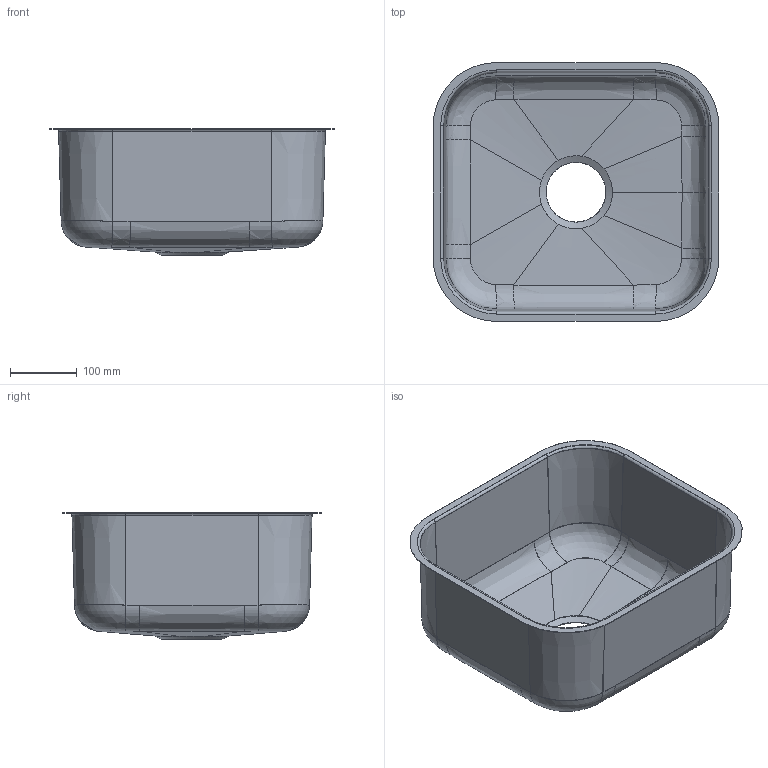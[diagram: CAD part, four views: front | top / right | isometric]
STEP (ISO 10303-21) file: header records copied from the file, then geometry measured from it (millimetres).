
FILE_DESCRIPTION(/* description */ (''),/* implementation_level */ '2;1');
FILE_NAME(/* name */ 'C100U',/* time_stamp */ '2020-03-09T10:06:40+08:00',/* author */ (''),/* organization */ (''),/* preprocessor_version */ 'ST-DEVELOPER v9',/* originating_system */ 'UGS - NX 4.0',/* authorisation */ '');
FILE_SCHEMA (('AUTOMOTIVE_DESIGN { 1 0 10303 214 1 1 1 1 }'));
Length unit declared in the file: millimetre
Products named in the file (1): Admi6435wif5
Bounding box: 428 x 388 x 190 mm (x, y, z)
Volume: 362467.8 mm3; surface area: 726844.2 mm2
Topology: 1 solids, 1 shells, 98 faces, 267 edges, 172 vertices
Faces by surface type: bspline 54, plane 15, cylinder 12, cone 8, torus 8, extrusion 1
Entity records: 6255 total; most frequent: CARTESIAN_POINT 4272, ORIENTED_EDGE 524, EDGE_CURVE 262, DIRECTION 245, VERTEX_POINT 170, B_SPLINE_CURVE_WITH_KNOTS 143, EDGE_LOOP 104, ADVANCED_FACE 98
